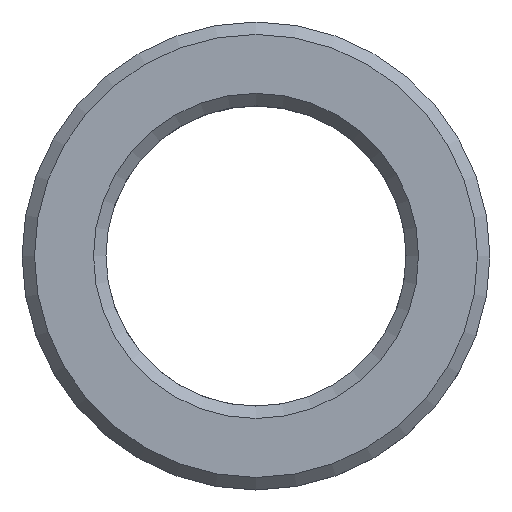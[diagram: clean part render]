
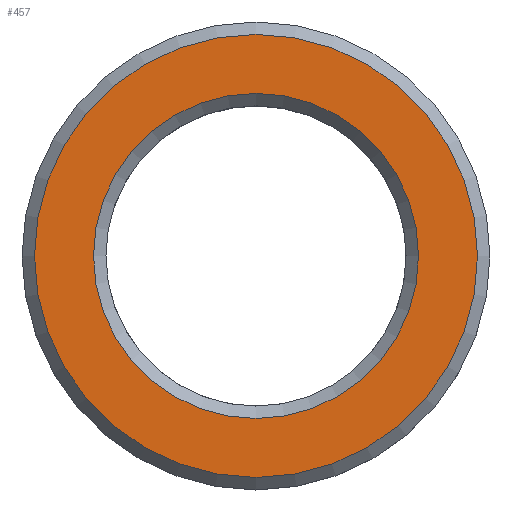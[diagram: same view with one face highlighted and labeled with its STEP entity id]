
A CAD part, top view. The second image highlights one B-rep face of the part: STEP entity #457.
In plain terms, the highlighted planar face has unit normal (0, 0, 1).
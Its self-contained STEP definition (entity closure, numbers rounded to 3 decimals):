
#15=FACE_BOUND('',#74,.T.);
#20=PLANE('',#521);
#48=FACE_OUTER_BOUND('',#73,.T.);
#73=EDGE_LOOP('',(#374));
#74=EDGE_LOOP('',(#375));
#168=CIRCLE('',#483,3.265);
#170=CIRCLE('',#486,4.45);
#193=VERTEX_POINT('',#678);
#195=VERTEX_POINT('',#684);
#237=EDGE_CURVE('',#193,#193,#168,.T.);
#240=EDGE_CURVE('',#195,#195,#170,.T.);
#374=ORIENTED_EDGE('',*,*,#240,.T.);
#375=ORIENTED_EDGE('',*,*,#237,.T.);
#457=ADVANCED_FACE('',(#48,#15),#20,.T.);
#483=AXIS2_PLACEMENT_3D('',#680,#538,#539);
#486=AXIS2_PLACEMENT_3D('',#686,#545,#546);
#521=AXIS2_PLACEMENT_3D('',#789,#644,#645);
#538=DIRECTION('center_axis',(0.,0.,-1.));
#539=DIRECTION('ref_axis',(1.,0.,0.));
#545=DIRECTION('center_axis',(0.,0.,1.));
#546=DIRECTION('ref_axis',(1.,0.,0.));
#644=DIRECTION('center_axis',(0.,0.,1.));
#645=DIRECTION('ref_axis',(1.,0.,0.));
#678=CARTESIAN_POINT('',(-3.265,0.,1.5));
#680=CARTESIAN_POINT('Origin',(0.,0.,1.5));
#684=CARTESIAN_POINT('',(4.45,0.,1.5));
#686=CARTESIAN_POINT('Origin',(0.,0.,1.5));
#789=CARTESIAN_POINT('Origin',(0.,0.,1.5));
